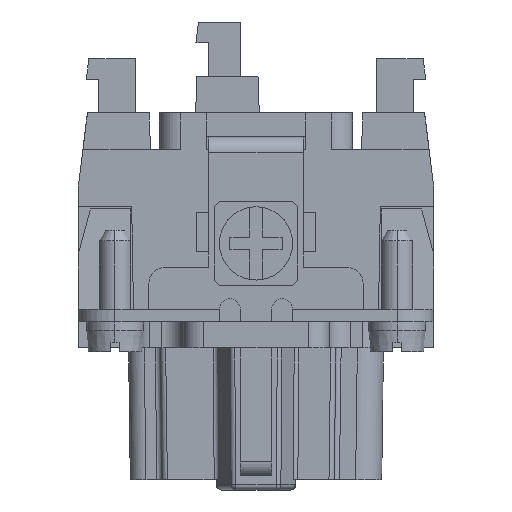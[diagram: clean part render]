
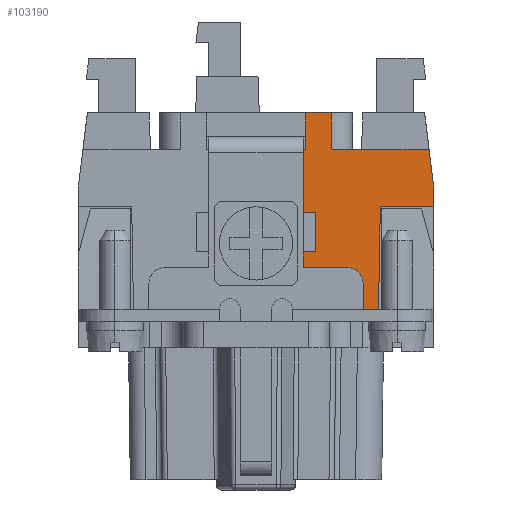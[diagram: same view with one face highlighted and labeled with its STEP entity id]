
A CAD part, left-side view. The second image highlights one B-rep face of the part: STEP entity #103190.
In plain terms, the highlighted planar face has unit normal (-1, 0, 0).
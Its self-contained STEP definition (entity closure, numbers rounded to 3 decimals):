
#94020=CARTESIAN_POINT('',(37.046,31.584,7.9));
#94030=VERTEX_POINT('',#94020);
#94060=CARTESIAN_POINT('',(37.046,30.614,0.));
#94070=DIRECTION('',(0.,0.122,0.993));
#94080=VECTOR('',#94070,1.);
#94090=LINE('',#94060,#94080);
#94100=CARTESIAN_POINT('',(37.046,32.013,11.4))
;
#94110=VERTEX_POINT('',#94100);
#94120=EDGE_CURVE('',#94030,#94110,#94090,.T.);
#101760=CARTESIAN_POINT('',(37.046,46.3,-3.003
));
#101770=DIRECTION('',(-1.,0.,0.));
#101780=DIRECTION('',(0.,-1.,0.));
#101790=AXIS2_PLACEMENT_3D('',#101760,#101770,#101780);
#101800=PLANE('',#101790);
#101810=CARTESIAN_POINT('',(37.046,0.,-3.9));
#101820=DIRECTION('',(0.,-1.,0.));
#101830=VECTOR('',#101820,1.);
#101840=LINE('',#101810,#101830);
#101850=CARTESIAN_POINT('',(37.046,38.334,-3.9
));
#101860=VERTEX_POINT('',#101850);
#101870=CARTESIAN_POINT('',(37.046,36.855,-3.9
));
#101880=VERTEX_POINT('',#101870);
#101890=EDGE_CURVE('',#101860,#101880,#101840,.T.);
#101900=ORIENTED_EDGE('',*,*,#101890,.T.);
#101910=CARTESIAN_POINT('',(37.046,38.334,0.));
#101920=DIRECTION('',(0.,0.,-1.));
#101930=VECTOR('',#101920,1.);
#101940=LINE('',#101910,#101930);
#101950=CARTESIAN_POINT('',(37.046,38.334,-1.4
));
#101960=VERTEX_POINT('',#101950);
#101970=EDGE_CURVE('',#101960,#101860,#101940,.T.);
#101980=ORIENTED_EDGE('',*,*,#101970,.T.);
#101990=CARTESIAN_POINT('',(37.046,39.834,-1.4
));
#102000=DIRECTION('',(1.,0.,0.));
#102010=DIRECTION('',(0.,0.,1.));
#102020=AXIS2_PLACEMENT_3D('',#101990,#102000,#102010);
#102030=CIRCLE('',#102020,1.5);
#102040=CARTESIAN_POINT('',(37.046,39.834,0.1
));
#102050=VERTEX_POINT('',#102040);
#102060=EDGE_CURVE('',#102050,#101960,#102030,.T.);
#102070=ORIENTED_EDGE('',*,*,#102060,.T.);
#102080=CARTESIAN_POINT('',(37.046,40.984,0.1));
#102090=DIRECTION('',(0.,-1.,0.));
#102100=VECTOR('',#102090,1.);
#102110=LINE('',#102080,#102100);
#102120=CARTESIAN_POINT('',(37.046,44.084,0.1));
#102130=VERTEX_POINT('',#102120);
#102140=EDGE_CURVE('',#102130,#102050,#102110,.T.);
#102150=ORIENTED_EDGE('',*,*,#102140,.T.);
#102160=CARTESIAN_POINT('',(37.046,44.084,0.));
#102170=DIRECTION('',(0.,0.,1.));
#102180=VECTOR('',#102170,1.);
#102190=LINE('',#102160,#102180);
#102200=CARTESIAN_POINT('',(37.046,44.084,1.6));
#102210=VERTEX_POINT('',#102200);
#102220=EDGE_CURVE('',#102130,#102210,#102190,.T.);
#102230=ORIENTED_EDGE('',*,*,#102220,.F.);
#102240=CARTESIAN_POINT('',(37.046,0.,1.6));
#102250=DIRECTION('',(0.,1.,0.));
#102260=VECTOR('',#102250,1.);
#102270=LINE('',#102240,#102260);
#102280=CARTESIAN_POINT('',(37.046,43.884,1.6)
);
#102290=VERTEX_POINT('',#102280);
#102300=EDGE_CURVE('',#102290,#102210,#102270,.T.);
#102310=ORIENTED_EDGE('',*,*,#102300,.T.);
#102320=CARTESIAN_POINT('',(37.046,43.884,
5.4));
#102330=DIRECTION('',(0.,0.,-1.));
#102340=VECTOR('',#102330,1.);
#102350=LINE('',#102320,#102340);
#102360=CARTESIAN_POINT('',(37.046,43.884,
5.4));
#102370=VERTEX_POINT('',#102360);
#102380=EDGE_CURVE('',#102370,#102290,#102350,.T.);
#102390=ORIENTED_EDGE('',*,*,#102380,.T.);
#102400=CARTESIAN_POINT('',(37.046,0.,5.4));
#102410=DIRECTION('',(0.,-1.,0.));
#102420=VECTOR('',#102410,1.);
#102430=LINE('',#102400,#102420);
#102440=CARTESIAN_POINT('',(37.046,44.084,5.4));
#102450=VERTEX_POINT('',#102440);
#102460=EDGE_CURVE('',#102450,#102370,#102430,.T.);
#102470=ORIENTED_EDGE('',*,*,#102460,.T.);
#102480=CARTESIAN_POINT('',(37.046,44.084,10.9));
#102490=DIRECTION('',(0.,0.,-1.));
#102500=VECTOR('',#102490,1.);
#102510=LINE('',#102480,#102500);
#102520=CARTESIAN_POINT('',(37.046,44.084,11.4));
#102530=VERTEX_POINT('',#102520);
#102540=EDGE_CURVE('',#102530,#102450,#102510,.T.);
#102550=ORIENTED_EDGE('',*,*,#102540,.T.);
#102560=CARTESIAN_POINT('',(37.046,45.584,11.4));
#102570=DIRECTION('',(0.,-1.,0.));
#102580=VECTOR('',#102570,1.);
#102590=LINE('',#102560,#102580);
#102600=CARTESIAN_POINT('',(37.046,43.834,11.4));
#102610=VERTEX_POINT('',#102600);
#102620=EDGE_CURVE('',#102530,#102610,#102590,.T.);
#102630=ORIENTED_EDGE('',*,*,#102620,.F.);
#102640=CARTESIAN_POINT('',(37.046,43.834,0.));
#102650=DIRECTION('',(0.,0.,-1.));
#102660=VECTOR('',#102650,1.);
#102670=LINE('',#102640,#102660);
#102680=CARTESIAN_POINT('',(37.046,43.834,14.9))
;
#102690=VERTEX_POINT('',#102680);
#102700=EDGE_CURVE('',#102690,#102610,#102670,.T.);
#102710=ORIENTED_EDGE('',*,*,#102700,.T.);
#102720=CARTESIAN_POINT('',(37.046,0.,14.9));
#102730=DIRECTION('',(0.,-1.,0.));
#102740=VECTOR('',#102730,1.);
#102750=LINE('',#102720,#102740);
#102760=CARTESIAN_POINT('',(37.046,41.334,
14.9));
#102770=VERTEX_POINT('',#102760);
#102780=EDGE_CURVE('',#102690,#102770,#102750,.T.);
#102790=ORIENTED_EDGE('',*,*,#102780,.F.);
#102800=CARTESIAN_POINT('',(37.046,41.334,
14.5));
#102810=DIRECTION('',(0.,0.,-1.));
#102820=VECTOR('',#102810,1.);
#102830=LINE('',#102800,#102820);
#102840=CARTESIAN_POINT('',(37.046,41.334,
11.4));
#102850=VERTEX_POINT('',#102840);
#102860=EDGE_CURVE('',#102770,#102850,#102830,.T.);
#102870=ORIENTED_EDGE('',*,*,#102860,.F.);
#102880=CARTESIAN_POINT('',(37.046,0.,11.4));
#102890=DIRECTION('',(0.,-1.,0.));
#102900=VECTOR('',#102890,1.);
#102910=LINE('',#102880,#102900);
#102920=EDGE_CURVE('',#102850,#94110,#102910,.T.);
#102930=ORIENTED_EDGE('',*,*,#102920,.F.);
#102940=ORIENTED_EDGE('',*,*,#94120,.T.);
#102950=CARTESIAN_POINT('',(37.046,31.584,0.));
#102960=DIRECTION('',(0.,0.,1.));
#102970=VECTOR('',#102960,1.);
#102980=LINE('',#102950,#102970);
#102990=CARTESIAN_POINT('',(37.046,31.584,5.9));
#103000=VERTEX_POINT('',#102990);
#103010=EDGE_CURVE('',#103000,#94030,#102980,.T.);
#103020=ORIENTED_EDGE('',*,*,#103010,.T.);
#103030=CARTESIAN_POINT('',(37.046,36.684,5.9));
#103040=DIRECTION('',(0.,-1.,0.));
#103050=VECTOR('',#103040,1.);
#103060=LINE('',#103030,#103050);
#103070=CARTESIAN_POINT('',(37.046,36.684,5.9));
#103080=VERTEX_POINT('',#103070);
#103090=EDGE_CURVE('',#103080,#103000,#103060,.T.);
#103100=ORIENTED_EDGE('',*,*,#103090,.T.);
#103110=CARTESIAN_POINT('',(37.046,36.787,0.));
#103120=DIRECTION('',(0.,-0.017,1.));
#103130=VECTOR('',#103120,1.);
#103140=LINE('',#103110,#103130);
#103150=EDGE_CURVE('',#101880,#103080,#103140,.T.);
#103160=ORIENTED_EDGE('',*,*,#103150,.T.);
#103170=EDGE_LOOP('',(#103160,#103100,#103020,#102940,#102930,#102870,
#102790,#102710,#102630,#102550,#102470,#102390,#102310,#102230,#102150,
#102070,#101980,#101900));
#103180=FACE_OUTER_BOUND('',#103170,.T.);
#103190=ADVANCED_FACE('',(#103180),#101800,.T.);
